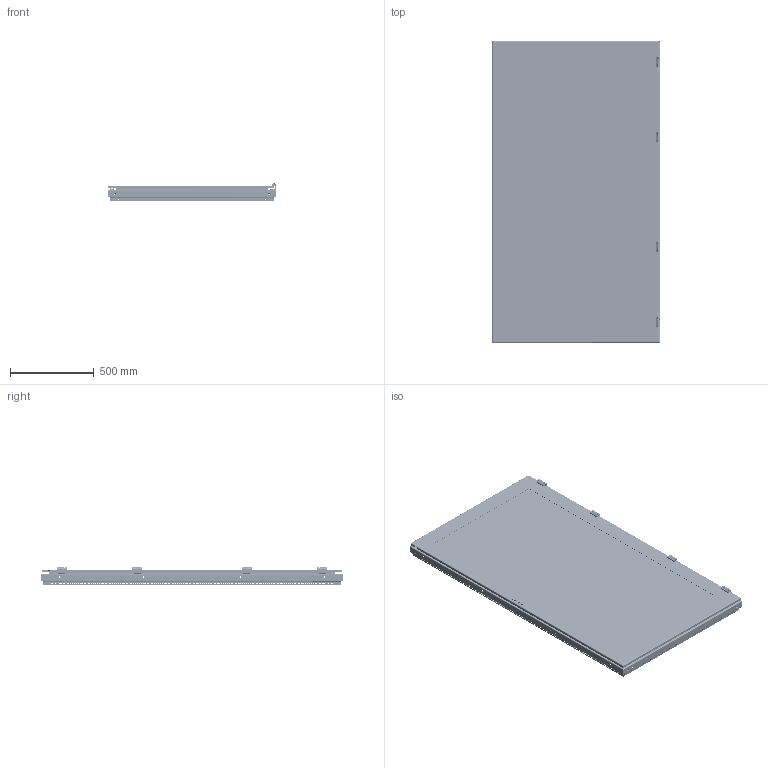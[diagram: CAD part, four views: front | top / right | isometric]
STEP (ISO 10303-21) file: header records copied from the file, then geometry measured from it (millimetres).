
FILE_DESCRIPTION (( 'STEP AP214' ), '1' );
FILE_NAME ('Ñâàðíàÿ ðàìà ñî ñòåêëÿííîé äâåðüþ W1000H1800.STEP', '2024-08-26T06:52:05', ( '' ), ( '' ), 'SwSTEP 2.0', 'SolidWorks 2021', '' );
FILE_SCHEMA (( 'AUTOMOTIVE_DESIGN' ));
Length unit declared in the file: millimetre
Products named in the file (34): Âèíò Ì5õ10 ìåáåëüíûé; 鎗鵻罻; Ãîðèçîíòàëüíûé ïðîôèëü2 W1000; Ñâàðíàÿ ðàìà W1000H1800; Øïèëüêà ïðèâàðíàÿ Ì6õ10; ﾄ粢 . ﾑﾁ W1000H1800; 项蜞轫铋 忤眚 DIN 7991 󊬱6; Áîêîâîé ïðîôèëü1 H1800; Çàêëåïêà ðåçüáîâàÿ Ì6 øåñòèãðàííàÿ ñ óìåíüøåííûì áîðòîì; Áîêîâîé ïðîôèëü H1800; Øïèëüêà ïðèâàðíàÿ Ì6õ35; Óãîëîê äâåðíîé; 嵑謺麃 1; 600.000; Çàêëåïêà ðåçüáîâàÿ Ì8 øåñòèãðàííàÿ ñ óìåíüøåííûì áîðòîì; Ãîðèçîíòàëüíûé ïðîôèëü1 W1000; Ñâàðíàÿ ðàìà ñî ñòåêëÿííîé äâåðüþ W1000H1800; 栺樏鋋 W1000H1800; Äâåðíîå ïîëîòíî ñò. ÌÊ-20 W1000H1800; Áîêîâîé ïðîôèëü2 H1800; 嵑謺麃 CL213-3; Ãàñêåòèíã äâåðè W1000H1800; Ïðîêëàäêà W1000H1800; Çàãëóøêà òÿãè; ﾇ璋襃; Äâåðíîé ïðîôèëü ñò. ÌÊ 20 W1000; Ãàéêà Ì6 äëÿ øïèëüêè; Áîáûøêà; Äâåðíîé ïðîôèëü ñò. ÌÊ 20 Í1800; 嵑謺麃 2; Øïèëüêà ïðèâàðíàÿ Ì6õ25; Âèíò Ì6õ16 ìåáåëüíûé; ﾒ聰 ﾌﾊ-20 H1800; Ãîðèçîíòàëüíûé ïðîôèëü W1000
Assembly tree (138 placements, depth 4):
  Ñâàðíàÿ ðàìà ñî ñòåêëÿííîé äâåðüþ W1000H1800
    ﾄ粢 . ﾑﾁ W1000H1800
      Äâåðíîå ïîëîòíî ñò. ÌÊ-20 W1000H1800
      Ãàñêåòèíã äâåðè W1000H1800
      Äâåðíîé ïðîôèëü ñò. ÌÊ 20 Í1800  x2
      Äâåðíîé ïðîôèëü ñò. ÌÊ 20 W1000  x2
      ﾒ聰 ﾌﾊ-20 H1800
      栺樏鋋 W1000H1800
      Ïðîêëàäêà W1000H1800
      Øïèëüêà ïðèâàðíàÿ Ì6õ35  x2
      Øïèëüêà ïðèâàðíàÿ Ì6õ25  x16
      Øïèëüêà ïðèâàðíàÿ Ì6õ10  x4
      Çàãëóøêà òÿãè  x4
      Óãîëîê äâåðíîé  x4
      Ãàéêà Ì6 äëÿ øïèëüêè  x16
    Ñâàðíàÿ ðàìà W1000H1800
      Ãîðèçîíòàëüíûé ïðîôèëü W1000  x2
        Ãîðèçîíòàëüíûé ïðîôèëü1 W1000
        Ãîðèçîíòàëüíûé ïðîôèëü2 W1000
        600.000
        Áîáûøêà
      Áîêîâîé ïðîôèëü H1800  x2
        Áîêîâîé ïðîôèëü1 H1800
        Áîêîâîé ïðîôèëü2 H1800
      Çàêëåïêà ðåçüáîâàÿ Ì8 øåñòèãðàííàÿ ñ óìåíüøåííûì áîðòîì  x8
      Çàêëåïêà ðåçüáîâàÿ Ì6 øåñòèãðàííàÿ ñ óìåíüøåííûì áîðòîì  x26
    ﾇ璋襃  x4
    嵑謺麃 CL213-3  x4
      鎗鵻罻
      嵑謺麃 1
      嵑謺麃 2
    项蜞轫铋 忤眚 DIN 7991 󊬱6  x8
    Âèíò Ì5õ10 ìåáåëüíûé  x8
    Âèíò Ì6õ16 ìåáåëüíûé  x8
Bounding box: 1001.2 x 1796 x 106.7 mm (x, y, z)
Volume: 10383183.8 mm3; surface area: 7815719.3 mm2
Topology: 145 solids, 145 shells, 10569 faces, 29109 edges, 18860 vertices
Faces by surface type: plane 5175, cylinder 4484, cone 576, bspline 282, torus 52
Entity records: 130168 total; most frequent: CARTESIAN_POINT 33014, ORIENTED_EDGE 19814, DIRECTION 19353, EDGE_CURVE 9907, VECTOR 6725, LINE 6725, VERTEX_POINT 6479, AXIS2_PLACEMENT_3D 6314
